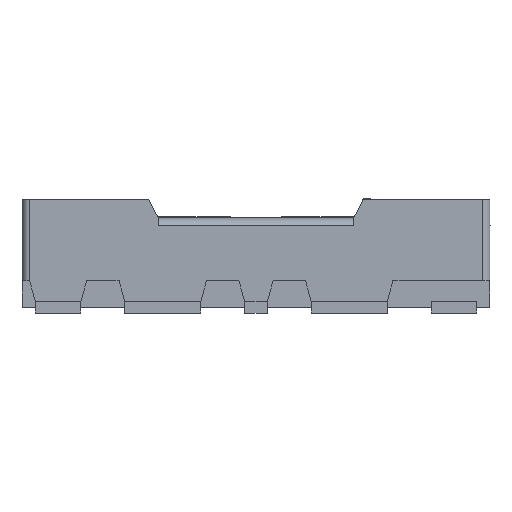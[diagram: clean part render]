
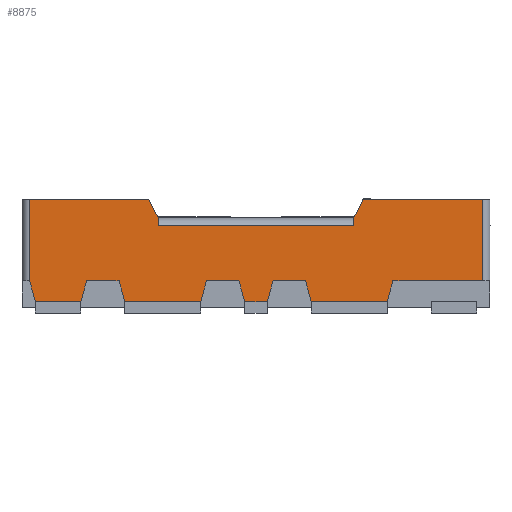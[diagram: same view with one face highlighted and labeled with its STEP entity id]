
A CAD part, front view. The second image highlights one B-rep face of the part: STEP entity #8875.
In plain terms, the highlighted planar face has unit normal (0, -1, 0).
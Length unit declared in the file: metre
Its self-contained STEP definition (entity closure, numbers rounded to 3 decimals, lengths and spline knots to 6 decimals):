
#2416=ORIENTED_EDGE('',*,*,#3987,.F.);
#2417=ORIENTED_EDGE('',*,*,#3982,.T.);
#2418=ORIENTED_EDGE('',*,*,#3988,.F.);
#2419=ORIENTED_EDGE('',*,*,#2913,.T.);
#2420=ORIENTED_EDGE('',*,*,#2917,.F.);
#2421=ORIENTED_EDGE('',*,*,#2919,.F.);
#2422=ORIENTED_EDGE('',*,*,#3989,.F.);
#2423=ORIENTED_EDGE('',*,*,#3659,.T.);
#2424=ORIENTED_EDGE('',*,*,#3654,.F.);
#2425=ORIENTED_EDGE('',*,*,#3650,.F.);
#2426=ORIENTED_EDGE('',*,*,#3645,.F.);
#2427=ORIENTED_EDGE('',*,*,#3662,.T.);
#2428=ORIENTED_EDGE('',*,*,#3948,.T.);
#2429=ORIENTED_EDGE('',*,*,#2981,.F.);
#2430=ORIENTED_EDGE('',*,*,#2974,.T.);
#2431=ORIENTED_EDGE('',*,*,#2969,.F.);
#2432=ORIENTED_EDGE('',*,*,#2963,.T.);
#2433=ORIENTED_EDGE('',*,*,#2959,.F.);
#2434=ORIENTED_EDGE('',*,*,#2957,.T.);
#2435=ORIENTED_EDGE('',*,*,#2953,.F.);
#2436=ORIENTED_EDGE('',*,*,#2943,.T.);
#2437=ORIENTED_EDGE('',*,*,#2940,.T.);
#2438=ORIENTED_EDGE('',*,*,#2938,.T.);
#2439=ORIENTED_EDGE('',*,*,#2932,.T.);
#2440=ORIENTED_EDGE('',*,*,#2924,.T.);
#2913=EDGE_CURVE('',#4158,#4161,#4991,.T.);
#2917=EDGE_CURVE('',#4164,#4161,#4994,.T.);
#2919=EDGE_CURVE('',#4165,#4164,#4995,.T.);
#2924=EDGE_CURVE('',#4168,#4170,#5000,.T.);
#2932=EDGE_CURVE('',#4177,#4168,#5008,.T.);
#2938=EDGE_CURVE('',#4178,#4177,#5014,.T.);
#2940=EDGE_CURVE('',#4182,#4178,#5016,.T.);
#2943=EDGE_CURVE('',#4184,#4182,#5019,.T.);
#2953=EDGE_CURVE('',#4184,#4191,#5029,.T.);
#2957=EDGE_CURVE('',#4194,#4191,#5033,.T.);
#2959=EDGE_CURVE('',#4194,#4195,#5035,.T.);
#2963=EDGE_CURVE('',#4198,#4195,#5039,.T.);
#2969=EDGE_CURVE('',#4198,#4203,#5045,.T.);
#2974=EDGE_CURVE('',#4206,#4203,#5050,.T.);
#2981=EDGE_CURVE('',#4206,#4210,#5055,.T.);
#3645=EDGE_CURVE('',#4647,#4648,#5592,.T.);
#3650=EDGE_CURVE('',#4648,#4652,#5596,.T.);
#3654=EDGE_CURVE('',#4652,#4654,#5599,.T.);
#3659=EDGE_CURVE('',#4656,#4654,#5604,.T.);
#3662=EDGE_CURVE('',#4647,#4659,#5607,.T.);
#3948=EDGE_CURVE('',#4659,#4210,#5872,.F.);
#3982=EDGE_CURVE('',#4847,#4846,#5900,.T.);
#3987=EDGE_CURVE('',#4847,#4170,#5905,.T.);
#3988=EDGE_CURVE('',#4158,#4846,#5906,.T.);
#3989=EDGE_CURVE('',#4656,#4165,#5907,.T.);
#4158=VERTEX_POINT('',#12067);
#4161=VERTEX_POINT('',#12072);
#4164=VERTEX_POINT('',#12080);
#4165=VERTEX_POINT('',#12084);
#4168=VERTEX_POINT('',#12091);
#4170=VERTEX_POINT('',#12095);
#4177=VERTEX_POINT('',#12114);
#4178=VERTEX_POINT('',#12119);
#4182=VERTEX_POINT('',#12129);
#4184=VERTEX_POINT('',#12135);
#4191=VERTEX_POINT('',#12155);
#4194=VERTEX_POINT('',#12163);
#4195=VERTEX_POINT('',#12167);
#4198=VERTEX_POINT('',#12175);
#4203=VERTEX_POINT('',#12188);
#4206=VERTEX_POINT('',#12197);
#4210=VERTEX_POINT('',#12208);
#4647=VERTEX_POINT('',#13623);
#4648=VERTEX_POINT('',#13624);
#4652=VERTEX_POINT('',#13634);
#4654=VERTEX_POINT('',#13642);
#4656=VERTEX_POINT('',#13647);
#4659=VERTEX_POINT('',#13658);
#4846=VERTEX_POINT('',#14291);
#4847=VERTEX_POINT('',#14293);
#4991=LINE('',#12073,#6090);
#4994=LINE('',#12081,#6093);
#4995=LINE('',#12086,#6094);
#5000=LINE('',#12096,#6099);
#5008=LINE('',#12113,#6107);
#5014=LINE('',#12124,#6113);
#5016=LINE('',#12128,#6115);
#5019=LINE('',#12134,#6118);
#5029=LINE('',#12154,#6128);
#5033=LINE('',#12162,#6132);
#5035=LINE('',#12166,#6134);
#5039=LINE('',#12174,#6138);
#5045=LINE('',#12187,#6144);
#5050=LINE('',#12196,#6149);
#5055=LINE('',#12210,#6154);
#5592=LINE('',#13622,#6691);
#5596=LINE('',#13633,#6695);
#5599=LINE('',#13641,#6698);
#5604=LINE('',#13651,#6703);
#5607=LINE('',#13657,#6706);
#5872=LINE('',#14223,#6971);
#5900=LINE('',#14292,#6999);
#5905=LINE('',#14301,#7004);
#5906=LINE('',#14303,#7005);
#5907=LINE('',#14304,#7006);
#6090=VECTOR('',#9730,1.);
#6093=VECTOR('',#9737,1.);
#6094=VECTOR('',#9742,1.);
#6099=VECTOR('',#9749,1.);
#6107=VECTOR('',#9763,1.);
#6113=VECTOR('',#9771,1.);
#6115=VECTOR('',#9775,1.);
#6118=VECTOR('',#9780,1.);
#6128=VECTOR('',#9796,1.);
#6132=VECTOR('',#9802,1.);
#6134=VECTOR('',#9806,1.);
#6138=VECTOR('',#9812,1.);
#6144=VECTOR('',#9822,1.);
#6149=VECTOR('',#9829,1.);
#6154=VECTOR('',#9842,1.);
#6691=VECTOR('',#11041,1.);
#6695=VECTOR('',#11049,1.);
#6698=VECTOR('',#11058,1.);
#6703=VECTOR('',#11065,1.);
#6706=VECTOR('',#11072,1.);
#6971=VECTOR('',#11591,1.);
#6999=VECTOR('',#11665,1.);
#7004=VECTOR('',#11674,1.);
#7005=VECTOR('',#11677,1.);
#7006=VECTOR('',#11678,1.);
#7532=EDGE_LOOP('',(#2416,#2417,#2418,#2419,#2420,#2421,#2422,#2423,#2424,
#2425,#2426,#2427,#2428,#2429,#2430,#2431,#2432,#2433,#2434,#2435,#2436,
#2437,#2438,#2439,#2440));
#8010=FACE_BOUND('',#7532,.T.);
#8412=PLANE('',#9499);
#8875=ADVANCED_FACE('',(#8010),#8412,.T.);
#9499=AXIS2_PLACEMENT_3D('',#14302,#11675,#11676);
#9730=DIRECTION('',(0.263,0.,0.965));
#9737=DIRECTION('',(-1.,0.,0.));
#9742=DIRECTION('',(0.,0.,-1.));
#9749=DIRECTION('',(0.263,0.,0.965));
#9763=DIRECTION('',(1.,0.,0.));
#9771=DIRECTION('',(0.263,0.,-0.965));
#9775=DIRECTION('',(1.,0.,0.));
#9780=DIRECTION('',(0.263,0.,0.965));
#9796=DIRECTION('',(-1.,0.,0.));
#9802=DIRECTION('',(0.263,0.,-0.965));
#9806=DIRECTION('',(-1.,0.,0.));
#9812=DIRECTION('',(0.263,0.,0.965));
#9822=DIRECTION('',(-1.,0.,0.));
#9829=DIRECTION('',(0.263,0.,-0.965));
#9842=DIRECTION('',(0.,0.,1.));
#11041=DIRECTION('',(0.,0.,-1.));
#11049=DIRECTION('',(1.,0.,0.));
#11058=DIRECTION('',(0.,0.,1.));
#11065=DIRECTION('',(-0.447,0.,-0.894));
#11072=DIRECTION('',(-0.447,0.,0.894));
#11591=DIRECTION('',(1.,0.,0.));
#11665=DIRECTION('',(0.263,0.,-0.965));
#11674=DIRECTION('',(-1.,0.,0.));
#11675=DIRECTION('',(0.,-1.,0.));
#11676=DIRECTION('',(1.,0.,0.));
#11677=DIRECTION('',(-1.,0.,0.));
#11678=DIRECTION('',(1.,0.,0.));
#12067=CARTESIAN_POINT('',(0.00069,-0.00074,0.00006));
#12072=CARTESIAN_POINT('',(0.00072,-0.00074,0.00017));
#12073=CARTESIAN_POINT('',(0.000678,-0.00074,0.000015));
#12080=CARTESIAN_POINT('',(0.00119,-0.00074,0.00017));
#12081=CARTESIAN_POINT('',(0.000175,-0.00074,0.00017));
#12084=CARTESIAN_POINT('',(0.00119,-0.00074,0.000596));
#12086=CARTESIAN_POINT('',(0.00119,-0.00074,0.0006));
#12091=CARTESIAN_POINT('',(0.00006,-0.00074,0.00006));
#12095=CARTESIAN_POINT('',(0.00009,-0.00074,0.00017));
#12096=CARTESIAN_POINT('',(0.000091,-0.00074,0.000175));
#12113=CARTESIAN_POINT('',(-0.000405,-0.00074,
0.00006));
#12114=CARTESIAN_POINT('',(-0.00006,-0.00074,0.00006));
#12119=CARTESIAN_POINT('',(-0.00009,-0.00074,0.00017));
#12124=CARTESIAN_POINT('',(-0.000147,-0.00074,
0.00038));
#12128=CARTESIAN_POINT('',(-0.000405,-0.00074,
0.00017));
#12129=CARTESIAN_POINT('',(-0.00026,-0.00074,
0.00017));
#12134=CARTESIAN_POINT('',(-0.000234,-0.00074,
0.000264));
#12135=CARTESIAN_POINT('',(-0.00029,-0.00074,
0.00006));
#12154=CARTESIAN_POINT('',(0.000488,-0.00074,0.00006));
#12155=CARTESIAN_POINT('',(-0.00069,-0.00074,
0.00006));
#12162=CARTESIAN_POINT('',(-0.000734,-0.00074,
0.00022));
#12163=CARTESIAN_POINT('',(-0.00072,-0.00074,
0.00017));
#12166=CARTESIAN_POINT('',(0.000175,-0.00074,0.00017));
#12167=CARTESIAN_POINT('',(-0.00089,-0.00074,
0.00017));
#12174=CARTESIAN_POINT('',(-0.000821,-0.00074,
0.000423));
#12175=CARTESIAN_POINT('',(-0.00092,-0.00074,
0.00006));
#12187=CARTESIAN_POINT('',(0.000488,-0.00074,0.00006));
#12188=CARTESIAN_POINT('',(-0.00116,-0.00074,0.00006));
#12196=CARTESIAN_POINT('',(-0.001171,-0.00074,0.000101));
#12197=CARTESIAN_POINT('',(-0.00119,-0.00074,0.00017));
#12208=CARTESIAN_POINT('',(-0.00119,-0.00074,0.000596));
#12210=CARTESIAN_POINT('',(-0.00119,-0.00074,0.00017));
#13622=CARTESIAN_POINT('',(-0.000515,-0.00074,
0.000275));
#13623=CARTESIAN_POINT('',(-0.000515,-0.00074,
0.0005));
#13624=CARTESIAN_POINT('',(-0.000515,-0.00074,
0.00046));
#13633=CARTESIAN_POINT('',(-0.000755,-0.00074,
0.00046));
#13634=CARTESIAN_POINT('',(0.000515,-0.00074,0.00046));
#13641=CARTESIAN_POINT('',(0.000515,-0.00074,0.00046));
#13642=CARTESIAN_POINT('',(0.000515,-0.00074,0.0005));
#13647=CARTESIAN_POINT('',(0.000563,-0.00074,0.000596));
#13651=CARTESIAN_POINT('',(0.000255,-0.00074,-0.00002));
#13657=CARTESIAN_POINT('',(-0.000417,-0.00074,0.000304));
#13658=CARTESIAN_POINT('',(-0.000563,-0.00074,0.000596));
#14223=CARTESIAN_POINT('',(-0.000405,-0.00074,
0.000596));
#14291=CARTESIAN_POINT('',(0.00029,-0.00074,0.00006));
#14292=CARTESIAN_POINT('',(0.00026,-0.00074,0.00017));
#14293=CARTESIAN_POINT('',(0.00026,-0.00074,0.00017));
#14301=CARTESIAN_POINT('',(0.00026,-0.00074,0.00017));
#14302=CARTESIAN_POINT('',(-0.000405,-0.00074,
0.00031));
#14303=CARTESIAN_POINT('',(0.00069,-0.00074,0.00006));
#14304=CARTESIAN_POINT('',(-0.000405,-0.00074,
0.000596));
